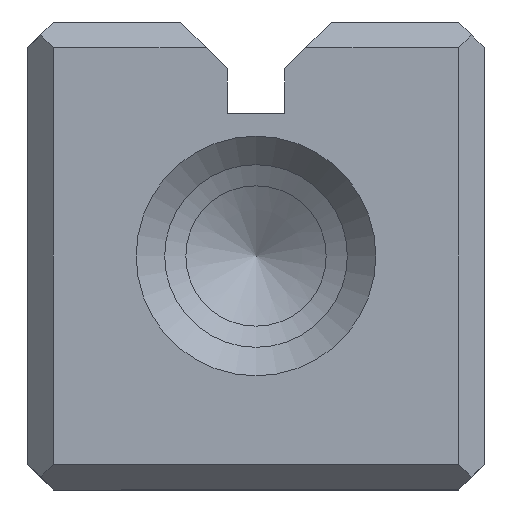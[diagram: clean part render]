
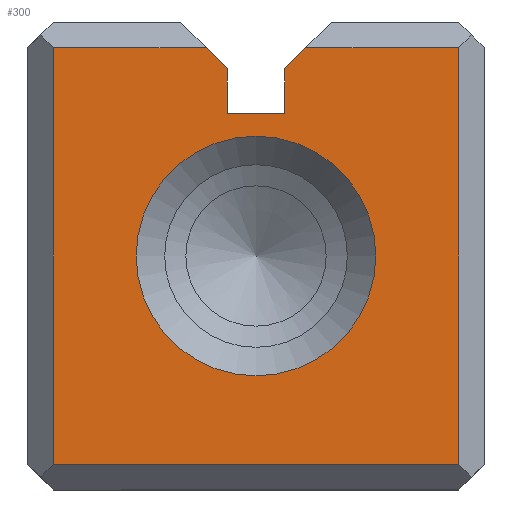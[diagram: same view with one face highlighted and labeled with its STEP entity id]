
A CAD part, front view. The second image highlights one B-rep face of the part: STEP entity #300.
In plain terms, the highlighted planar face has unit normal (0, -1, 0).
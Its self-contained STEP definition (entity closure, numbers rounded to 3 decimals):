
#82=CIRCLE('',#1301,2.1);
#152=FACE_BOUND('',#444,.T.);
#153=FACE_BOUND('',#445,.T.);
#300=ADVANCED_FACE('',(#152,#153),#384,.T.);
#384=PLANE('',#1302);
#444=EDGE_LOOP('',(#616,#617,#618,#619,#620,#621,#622,#623,#624,#625));
#445=EDGE_LOOP('',(#626));
#616=ORIENTED_EDGE('',*,*,#1020,.T.);
#617=ORIENTED_EDGE('',*,*,#1021,.F.);
#618=ORIENTED_EDGE('',*,*,#1022,.F.);
#619=ORIENTED_EDGE('',*,*,#1023,.F.);
#620=ORIENTED_EDGE('',*,*,#1024,.T.);
#621=ORIENTED_EDGE('',*,*,#1025,.T.);
#622=ORIENTED_EDGE('',*,*,#1026,.T.);
#623=ORIENTED_EDGE('',*,*,#1027,.T.);
#624=ORIENTED_EDGE('',*,*,#1028,.T.);
#625=ORIENTED_EDGE('',*,*,#1029,.F.);
#626=ORIENTED_EDGE('',*,*,#1030,.T.);
#900=VERTEX_POINT('',#1855);
#901=VERTEX_POINT('',#1856);
#902=VERTEX_POINT('',#1858);
#903=VERTEX_POINT('',#1860);
#904=VERTEX_POINT('',#1862);
#905=VERTEX_POINT('',#1864);
#906=VERTEX_POINT('',#1866);
#907=VERTEX_POINT('',#1868);
#908=VERTEX_POINT('',#1870);
#909=VERTEX_POINT('',#1872);
#910=VERTEX_POINT('',#1875);
#1020=EDGE_CURVE('',#900,#901,#1162,.T.);
#1021=EDGE_CURVE('',#902,#901,#1163,.T.);
#1022=EDGE_CURVE('',#903,#902,#1164,.T.);
#1023=EDGE_CURVE('',#904,#903,#1165,.T.);
#1024=EDGE_CURVE('',#904,#905,#1166,.T.);
#1025=EDGE_CURVE('',#905,#906,#1167,.T.);
#1026=EDGE_CURVE('',#906,#907,#1168,.T.);
#1027=EDGE_CURVE('',#907,#908,#1169,.T.);
#1028=EDGE_CURVE('',#908,#909,#1170,.T.);
#1029=EDGE_CURVE('',#900,#909,#1171,.T.);
#1030=EDGE_CURVE('',#910,#910,#82,.T.);
#1162=LINE('',#1854,#1234);
#1163=LINE('',#1857,#1235);
#1164=LINE('',#1859,#1236);
#1165=LINE('',#1861,#1237);
#1166=LINE('',#1863,#1238);
#1167=LINE('',#1865,#1239);
#1168=LINE('',#1867,#1240);
#1169=LINE('',#1869,#1241);
#1170=LINE('',#1871,#1242);
#1171=LINE('',#1873,#1243);
#1234=VECTOR('',#1467,1.);
#1235=VECTOR('',#1468,1.);
#1236=VECTOR('',#1469,1.);
#1237=VECTOR('',#1470,1.);
#1238=VECTOR('',#1471,1.);
#1239=VECTOR('',#1472,1.);
#1240=VECTOR('',#1473,1.);
#1241=VECTOR('',#1474,1.);
#1242=VECTOR('',#1475,1.);
#1243=VECTOR('',#1476,1.);
#1301=AXIS2_PLACEMENT_3D('',#1874,#1477,#1478);
#1302=AXIS2_PLACEMENT_3D('',#1876,#1479,#1480);
#1467=DIRECTION('',(0.,0.,-1.));
#1468=DIRECTION('',(1.,0.,0.));
#1469=DIRECTION('',(0.,0.,-1.));
#1470=DIRECTION('',(0.707,0.,-0.707));
#1471=DIRECTION('',(-1.,0.,0.));
#1472=DIRECTION('',(0.,0.,-1.));
#1473=DIRECTION('',(1.,0.,0.));
#1474=DIRECTION('',(0.,0.,1.));
#1475=DIRECTION('',(-1.,0.,0.));
#1476=DIRECTION('',(0.707,0.,0.707));
#1477=DIRECTION('',(0.,1.,0.));
#1478=DIRECTION('',(0.,0.,1.));
#1479=DIRECTION('',(0.,-1.,0.));
#1480=DIRECTION('',(0.,0.,-1.));
#1854=CARTESIAN_POINT('',(4.5,0.,6.6));
#1855=CARTESIAN_POINT('',(4.5,0.,7.379));
#1856=CARTESIAN_POINT('',(4.5,0.,6.6));
#1857=CARTESIAN_POINT('',(3.5,0.,6.6));
#1858=CARTESIAN_POINT('',(3.5,0.,6.6));
#1859=CARTESIAN_POINT('',(3.5,0.,6.6));
#1860=CARTESIAN_POINT('',(3.5,0.,7.379));
#1861=CARTESIAN_POINT('',(2.679,0.,8.2));
#1862=CARTESIAN_POINT('',(3.129,0.,7.75));
#1863=CARTESIAN_POINT('',(4.,0.,7.75));
#1864=CARTESIAN_POINT('',(0.45,0.,7.75));
#1865=CARTESIAN_POINT('',(0.45,0.,0.));
#1866=CARTESIAN_POINT('',(0.45,0.,0.45));
#1867=CARTESIAN_POINT('',(4.,0.,0.45));
#1868=CARTESIAN_POINT('',(7.55,0.,0.45));
#1869=CARTESIAN_POINT('',(7.55,0.,0.));
#1870=CARTESIAN_POINT('',(7.55,0.,7.75));
#1871=CARTESIAN_POINT('',(4.,0.,7.75));
#1872=CARTESIAN_POINT('',(4.871,0.,7.75));
#1873=CARTESIAN_POINT('',(4.,0.,6.879));
#1874=CARTESIAN_POINT('',(4.,0.,4.1));
#1875=CARTESIAN_POINT('',(4.,0.,6.2));
#1876=CARTESIAN_POINT('',(4.,0.,0.));
